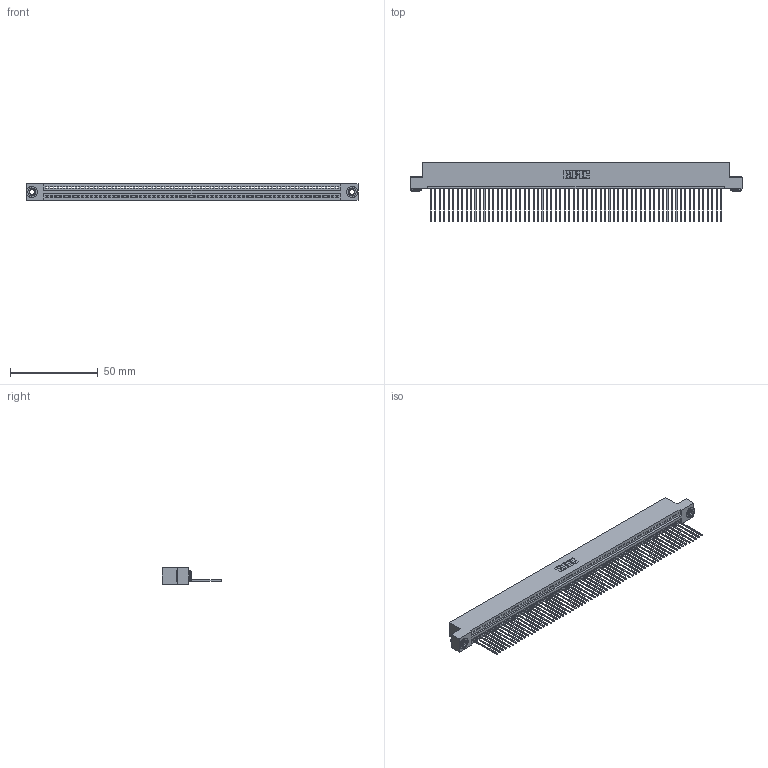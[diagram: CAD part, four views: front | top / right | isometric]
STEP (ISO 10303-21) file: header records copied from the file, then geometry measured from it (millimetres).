
FILE_DESCRIPTION (( 'STEP AP203' ), '1' );
FILE_NAME ('395-066-541-103.STEP', '2019-10-25T08:51:23', ( '' ), ( '' ), 'SwSTEP 2.0', 'SolidWorks 2016', '' );
FILE_SCHEMA (( 'CONFIG_CONTROL_DESIGN' ));
Length unit declared in the file: inch
Products named in the file (4): 345-250-002_345-250-002-102; 395-066-541-103; 345-292-001_345-293-141; 345 Part_Flush Mounting Lugs - 0.156 Dia-TH
Assembly tree (69 placements, depth 2):
  395-066-541-103
    345 Part_Flush Mounting Lugs - 0.156 Dia-TH
    345-292-001_345-293-141  x66
    345-250-002_345-250-002-102  x2
Bounding box: 188.85 x 33.96 x 9.4 mm (x, y, z)
Volume: 18370.9 mm3; surface area: 26235.3 mm2
Topology: 69 solids, 69 shells, 3992 faces, 12033 edges, 7930 vertices
Faces by surface type: plane 2730, cylinder 1254, cone 8
Entity records: 47110 total; most frequent: CARTESIAN_POINT 8137, ORIENTED_EDGE 8130, DIRECTION 7103, EDGE_CURVE 4065, VECTOR 3645, LINE 3645, VERTEX_POINT 2706, AXIS2_PLACEMENT_3D 1729
